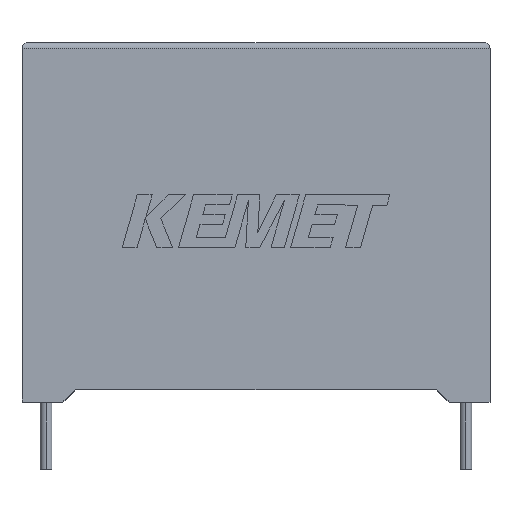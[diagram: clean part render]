
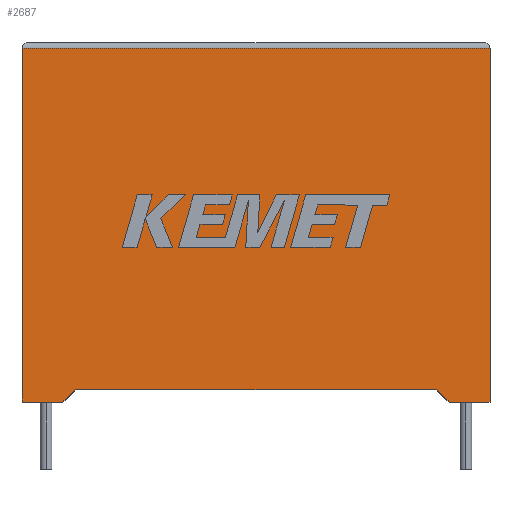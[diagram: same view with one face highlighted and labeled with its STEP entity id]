
A CAD part, top view. The second image highlights one B-rep face of the part: STEP entity #2687.
In plain terms, the highlighted planar face has unit normal (0, 0, 1).
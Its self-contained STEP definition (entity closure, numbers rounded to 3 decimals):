
#19 = AXIS2_PLACEMENT_3D ( 'NONE', #284, #775, #791 ) ;
#22 = CARTESIAN_POINT ( 'NONE',  ( 0., 0., 19.3 ) ) ;
#40 = DIRECTION ( 'NONE',  ( -1., 0., 0. ) ) ;
#68 = CARTESIAN_POINT ( 'NONE',  ( 0., 0., 19.3 ) ) ;
#76 = LINE ( 'NONE', #1920, #103 ) ;
#78 = ORIENTED_EDGE ( 'NONE', *, *, #173, .T. ) ;
#103 = VECTOR ( 'NONE', #2134, 1000. ) ;
#107 = LINE ( 'NONE', #68, #1880 ) ;
#127 = EDGE_LOOP ( 'NONE', ( #2326, #1829, #2770, #78, #941, #1089, #2670, #2050 ) ) ;
#173 = EDGE_CURVE ( 'NONE', #3025, #2834, #1951, .T. ) ;
#198 = CARTESIAN_POINT ( 'NONE',  ( 0., 31.6, 19.3 ) ) ;
#284 = CARTESIAN_POINT ( 'NONE',  ( 0., 0., 19.3 ) ) ;
#298 = CARTESIAN_POINT ( 'NONE',  ( 3.65, 0., 19.3 ) ) ;
#321 = VERTEX_POINT ( 'NONE', #3022 ) ;
#382 = VERTEX_POINT ( 'NONE', #1737 ) ;
#427 = CARTESIAN_POINT ( 'NONE',  ( 38.15, 0., 19.3 ) ) ;
#441 = CARTESIAN_POINT ( 'NONE',  ( 41.8, 0., 19.3 ) ) ;
#461 = CARTESIAN_POINT ( 'NONE',  ( 0., 31.6, 19.3 ) ) ;
#560 = EDGE_CURVE ( 'NONE', #382, #2285, #2401, .T. ) ;
#588 = VECTOR ( 'NONE', #40, 1000. ) ;
#688 = VECTOR ( 'NONE', #772, 1000. ) ;
#708 = CARTESIAN_POINT ( 'NONE',  ( 36.989, 1.107, 19.3 ) ) ;
#767 = VERTEX_POINT ( 'NONE', #708 ) ;
#772 = DIRECTION ( 'NONE',  ( 1., 0., 0. ) ) ;
#775 = DIRECTION ( 'NONE',  ( 0., 0., -1. ) ) ;
#791 = DIRECTION ( 'NONE',  ( -1., 0., 0. ) ) ;
#793 = EDGE_CURVE ( 'NONE', #1197, #2834, #2552, .T. ) ;
#941 = ORIENTED_EDGE ( 'NONE', *, *, #793, .F. ) ;
#957 = LINE ( 'NONE', #2600, #588 ) ;
#1029 = VECTOR ( 'NONE', #2657, 1000. ) ;
#1089 = ORIENTED_EDGE ( 'NONE', *, *, #1540, .F. ) ;
#1162 = VERTEX_POINT ( 'NONE', #461 ) ;
#1197 = VERTEX_POINT ( 'NONE', #2007 ) ;
#1510 = DIRECTION ( 'NONE',  ( 0., -1., 0. ) ) ;
#1540 = EDGE_CURVE ( 'NONE', #767, #1197, #957, .T. ) ;
#1599 = CARTESIAN_POINT ( 'NONE',  ( 3.65, 0., 19.3 ) ) ;
#1692 = EDGE_CURVE ( 'NONE', #1162, #3025, #107, .T. ) ;
#1737 = CARTESIAN_POINT ( 'NONE',  ( 38.15, 0., 19.3 ) ) ;
#1829 = ORIENTED_EDGE ( 'NONE', *, *, #2320, .T. ) ;
#1880 = VECTOR ( 'NONE', #1510, 1000. ) ;
#1910 = EDGE_CURVE ( 'NONE', #767, #382, #2598, .T. ) ;
#1920 = CARTESIAN_POINT ( 'NONE',  ( 41.8, 0., 19.3 ) ) ;
#1951 = LINE ( 'NONE', #2887, #688 ) ;
#1983 = PLANE ( 'NONE',  #19 ) ;
#2007 = CARTESIAN_POINT ( 'NONE',  ( 4.811, 1.107, 19.3 ) ) ;
#2050 = ORIENTED_EDGE ( 'NONE', *, *, #560, .T. ) ;
#2134 = DIRECTION ( 'NONE',  ( 0., 1., 0. ) ) ;
#2174 = DIRECTION ( 'NONE',  ( 1., 0., 0. ) ) ;
#2285 = VERTEX_POINT ( 'NONE', #441 ) ;
#2319 = DIRECTION ( 'NONE',  ( 0.724, -0.69, 0. ) ) ;
#2320 = EDGE_CURVE ( 'NONE', #321, #1162, #3050, .T. ) ;
#2324 = VECTOR ( 'NONE', #3019, 1000. ) ;
#2326 = ORIENTED_EDGE ( 'NONE', *, *, #2843, .T. ) ;
#2401 = LINE ( 'NONE', #22, #2771 ) ;
#2440 = CARTESIAN_POINT ( 'NONE',  ( 0., 0., 19.3 ) ) ;
#2552 = LINE ( 'NONE', #1599, #1029 ) ;
#2598 = LINE ( 'NONE', #427, #2724 ) ;
#2600 = CARTESIAN_POINT ( 'NONE',  ( 20.9, 1.107, 19.3 ) ) ;
#2657 = DIRECTION ( 'NONE',  ( -0.724, -0.69, 0. ) ) ;
#2670 = ORIENTED_EDGE ( 'NONE', *, *, #1910, .T. ) ;
#2687 = ADVANCED_FACE ( 'NONE', ( #2874 ), #1983, .F. ) ;
#2724 = VECTOR ( 'NONE', #2319, 1000. ) ;
#2770 = ORIENTED_EDGE ( 'NONE', *, *, #1692, .T. ) ;
#2771 = VECTOR ( 'NONE', #2174, 1000. ) ;
#2834 = VERTEX_POINT ( 'NONE', #298 ) ;
#2843 = EDGE_CURVE ( 'NONE', #2285, #321, #76, .T. ) ;
#2874 = FACE_OUTER_BOUND ( 'NONE', #127, .T. ) ;
#2887 = CARTESIAN_POINT ( 'NONE',  ( 0., 0., 19.3 ) ) ;
#3019 = DIRECTION ( 'NONE',  ( -1., 0., 0. ) ) ;
#3022 = CARTESIAN_POINT ( 'NONE',  ( 41.8, 31.6, 19.3 ) ) ;
#3025 = VERTEX_POINT ( 'NONE', #2440 ) ;
#3050 = LINE ( 'NONE', #198, #2324 ) ;
